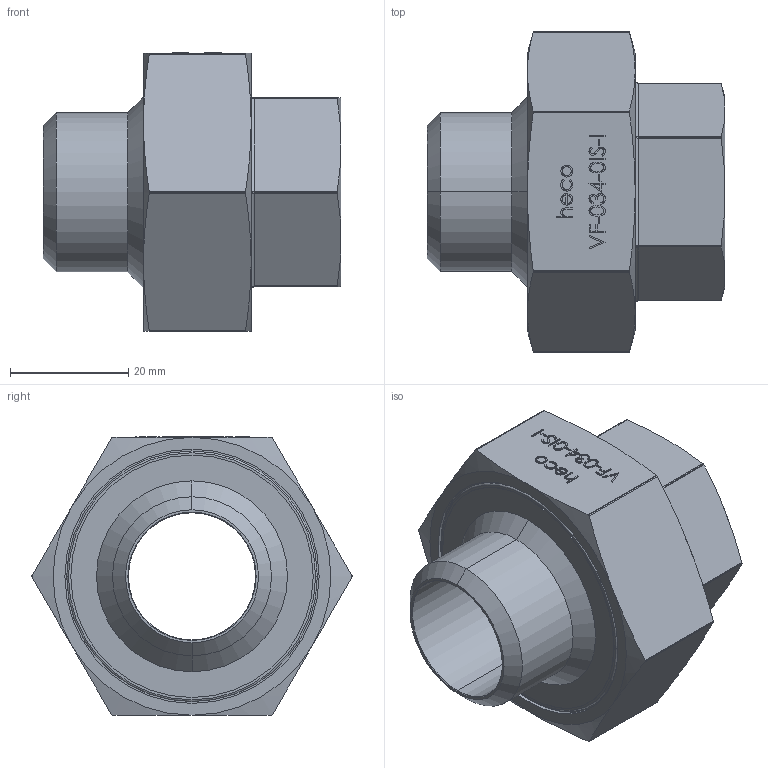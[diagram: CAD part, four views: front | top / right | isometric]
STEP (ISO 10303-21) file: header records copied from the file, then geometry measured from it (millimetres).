
FILE_DESCRIPTION (( 'STEP AP214' ), '1' );
FILE_NAME ('heco_VF-034-0IS-I.STEP', '2016-09-26T12:17:46', ( '' ), ( '' ), 'SwSTEP 2.0', 'SolidWorks 2016', '' );
FILE_SCHEMA (( 'AUTOMOTIVE_DESIGN' ));
Length unit declared in the file: millimetre
Products named in the file (1): heco_VF-034-0IS-I
Bounding box: 50.4 x 54.18 x 47.1 mm (x, y, z)
Volume: 34856.8 mm3; surface area: 12916 mm2
Topology: 1 solids, 1 shells, 282 faces, 712 edges, 454 vertices
Faces by surface type: plane 110, bspline 88, cylinder 50, cone 32, torus 2
Entity records: 14764 total; most frequent: CARTESIAN_POINT 6951, ORIENTED_EDGE 1412, DIRECTION 890, EDGE_CURVE 706, VERTEX_POINT 454, LINE 368, VECTOR 368, EDGE_LOOP 312
